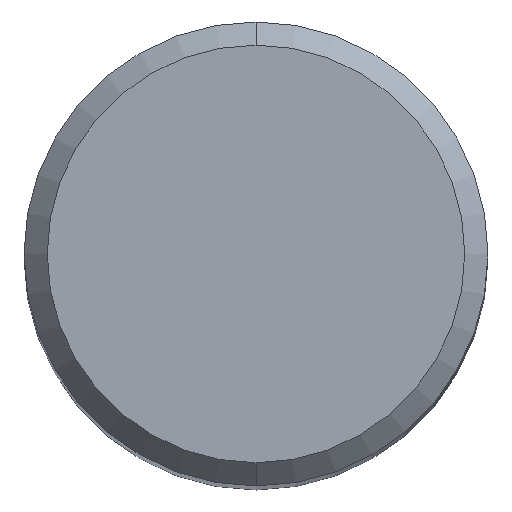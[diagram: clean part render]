
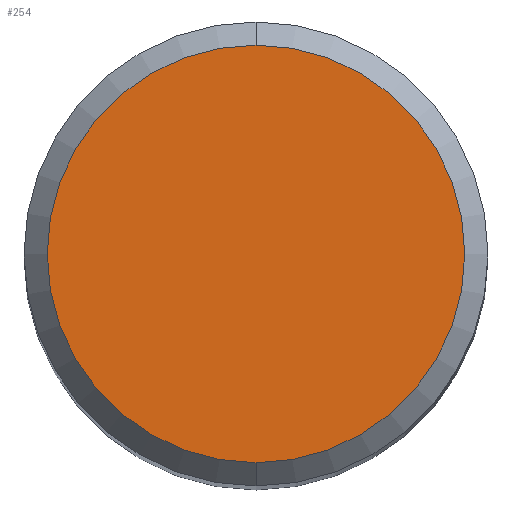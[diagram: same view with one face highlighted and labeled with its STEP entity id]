
A CAD part, top view. The second image highlights one B-rep face of the part: STEP entity #254.
In plain terms, the highlighted planar face has unit normal (0, 0, 1).
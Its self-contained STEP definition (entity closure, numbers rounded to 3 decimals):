
#176=VERTEX_POINT('',#477);
#186=EDGE_CURVE('',#396,#176,#488,.T.);
#254=ADVANCED_FACE('',(#565),#566,.T.);
#330=EDGE_CURVE('',#176,#396,#647,.T.);
#396=VERTEX_POINT('',#720);
#477=CARTESIAN_POINT('',(0.,-5.4,0.0));
#488=CIRCLE('',#839,5.4);
#565=FACE_OUTER_BOUND('',#1014,.T.);
#566=PLANE('',#1015);
#647=CIRCLE('',#1177,5.4);
#720=CARTESIAN_POINT('',(0.0,5.4,0.0));
#839=AXIS2_PLACEMENT_3D('',#1496,#1497,#1498);
#1014=EDGE_LOOP('',(#1596,#1597));
#1015=AXIS2_PLACEMENT_3D('',#1598,#1599,#1600);
#1177=AXIS2_PLACEMENT_3D('',#1667,#1668,#1669);
#1496=CARTESIAN_POINT('',(0.0,0.0,0.0));
#1497=DIRECTION('',(0.0,0.0,-1.0));
#1498=DIRECTION('',(0.0,1.0,0.0));
#1596=ORIENTED_EDGE('',*,*,#186,.F.);
#1597=ORIENTED_EDGE('',*,*,#330,.F.);
#1598=CARTESIAN_POINT('',(0.0,2.7,0.0));
#1599=DIRECTION('',(-0.0,0.0,1.0));
#1600=DIRECTION('',(0.0,-1.0,0.0));
#1667=CARTESIAN_POINT('',(0.0,0.0,0.0));
#1668=DIRECTION('',(0.0,0.0,-1.0));
#1669=DIRECTION('',(0.0,1.0,0.0));
